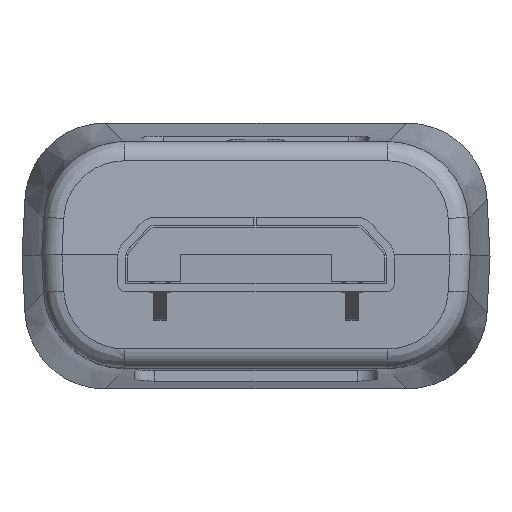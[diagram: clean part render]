
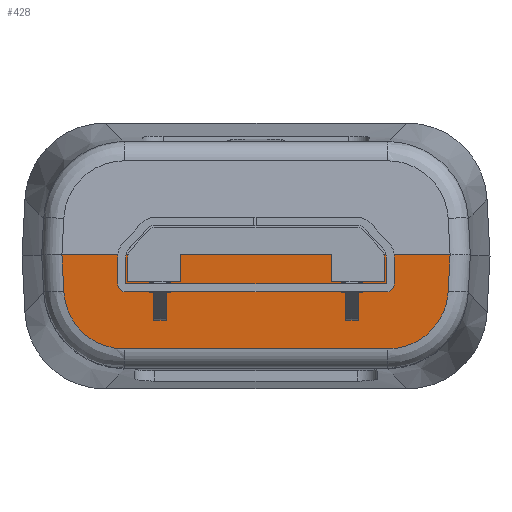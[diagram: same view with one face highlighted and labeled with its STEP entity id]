
A CAD part, top view. The second image highlights one B-rep face of the part: STEP entity #428.
In plain terms, the highlighted planar face has unit normal (0, -0.052, 0.999).
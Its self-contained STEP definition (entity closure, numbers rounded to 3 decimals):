
#153 = ORIENTED_EDGE ( 'NONE', *, *, #155, .F. ) ;
#155 = EDGE_CURVE ( 'NONE', #261, #166, #12285, .T. ) ;
#161 = ORIENTED_EDGE ( 'NONE', *, *, #291, .T. ) ;
#162 = ORIENTED_EDGE ( 'NONE', *, *, #262, .T. ) ;
#163 = ORIENTED_EDGE ( 'NONE', *, *, #341, .T. ) ;
#164 = ORIENTED_EDGE ( 'NONE', *, *, #165, .F. ) ;
#165 = EDGE_CURVE ( 'NONE', #166, #338, #12305, .T. ) ;
#166 = VERTEX_POINT ( 'NONE', #13856 ) ;
#200 = VERTEX_POINT ( 'NONE', #13931 ) ;
#261 = VERTEX_POINT ( 'NONE', #1000 ) ;
#262 = EDGE_CURVE ( 'NONE', #394, #200, #999, .T. ) ;
#286 = VERTEX_POINT ( 'NONE', #1118 ) ;
#291 = EDGE_CURVE ( 'NONE', #286, #394, #1113, .T. ) ;
#338 = VERTEX_POINT ( 'NONE', #1398 ) ;
#341 = EDGE_CURVE ( 'NONE', #200, #338, #1396, .T. ) ;
#394 = VERTEX_POINT ( 'NONE', #15062 ) ;
#428 = ADVANCED_FACE ( 'NONE', ( #15067 ), #15072, .T. ) ;
#429 = EDGE_CURVE ( 'NONE', #261, #286, #15122, .T. ) ;
#443 = ORIENTED_EDGE ( 'NONE', *, *, #429, .T. ) ;
#474 = EDGE_LOOP ( 'NONE', ( #443, #161, #162, #163, #164, #153 ) ) ;
#996 = DIRECTION ( 'NONE',  ( -1., 0., 0. ) ) ;
#997 = VECTOR ( 'NONE', #996, 1000. ) ;
#998 = CARTESIAN_POINT ( 'NONE',  ( -5.3, 0., 0. ) ) ;
#999 = LINE ( 'NONE', #998, #997 ) ;
#1000 = CARTESIAN_POINT ( 'NONE',  ( 3.255, -2.326, -0.122 ) ) ;
#1113 = LINE ( 'NONE', #1171, #1170 ) ;
#1118 = CARTESIAN_POINT ( 'NONE',  ( 4.753, -0.905, -0.047 ) ) ;
#1169 = DIRECTION ( 'NONE',  ( 0.052, 0.997, 0.052 ) ) ;
#1170 = VECTOR ( 'NONE', #1169, 1000. ) ;
#1171 = CARTESIAN_POINT ( 'NONE',  ( 4.753, -0.905, -0.047 ) ) ;
#1393 = DIRECTION ( 'NONE',  ( 0.052, -0.997, -0.052 ) ) ;
#1394 = VECTOR ( 'NONE', #1393, 1000. ) ;
#1395 = CARTESIAN_POINT ( 'NONE',  ( -4.801, 0., 0. ) ) ;
#1396 = LINE ( 'NONE', #1395, #1394 ) ;
#1398 = CARTESIAN_POINT ( 'NONE',  ( -4.753, -0.905, -0.047 ) ) ;
#12282 = DIRECTION ( 'NONE',  ( -1., 0., 0. ) ) ;
#12283 = VECTOR ( 'NONE', #12282, 1000. ) ;
#12284 = CARTESIAN_POINT ( 'NONE',  ( -5.3, -2.326, -0.122 ) ) ;
#12285 = LINE ( 'NONE', #12284, #12283 ) ;
#12305 = B_SPLINE_CURVE_WITH_KNOTS ( 'NONE', 3,
 ( #13855, #13854, #13853, #13852, #13851, #13850, #13849, #13848, #13847, #13846 ),
 .UNSPECIFIED., .F., .F.,
 ( 4, 2, 2, 2, 4 ),
 ( 0., 0.25, 0.5, 0.75, 1. ),
 .UNSPECIFIED. ) ;
#13846 = CARTESIAN_POINT ( 'NONE',  ( -4.753, -0.905, -0.047 ) ) ;
#13847 = CARTESIAN_POINT ( 'NONE',  ( -4.743, -1.094, -0.057 ) ) ;
#13848 = CARTESIAN_POINT ( 'NONE',  ( -4.697, -1.282, -0.067 ) ) ;
#13849 = CARTESIAN_POINT ( 'NONE',  ( -4.538, -1.627, -0.085 ) ) ;
#13850 = CARTESIAN_POINT ( 'NONE',  ( -4.426, -1.784, -0.093 ) ) ;
#13851 = CARTESIAN_POINT ( 'NONE',  ( -4.15, -2.045, -0.107 ) ) ;
#13852 = CARTESIAN_POINT ( 'NONE',  ( -3.987, -2.149, -0.113 ) ) ;
#13853 = CARTESIAN_POINT ( 'NONE',  ( -3.635, -2.29, -0.12 ) ) ;
#13854 = CARTESIAN_POINT ( 'NONE',  ( -3.445, -2.326, -0.122 ) ) ;
#13855 = CARTESIAN_POINT ( 'NONE',  ( -3.255, -2.326, -0.122 ) ) ;
#13856 = CARTESIAN_POINT ( 'NONE',  ( -3.255, -2.326, -0.122 ) ) ;
#13931 = CARTESIAN_POINT ( 'NONE',  ( -4.801, 0., 0. ) ) ;
#15062 = CARTESIAN_POINT ( 'NONE',  ( 4.801, 0., 0. ) ) ;
#15063 = DIRECTION ( 'NONE',  ( 0., -0.999, -0.052 ) ) ;
#15064 = DIRECTION ( 'NONE',  ( 0., -0.052, 0.999 ) ) ;
#15065 = CARTESIAN_POINT ( 'NONE',  ( -5.3, 0., 0. ) ) ;
#15066 = AXIS2_PLACEMENT_3D ( 'NONE', #15065, #15064, #15063 ) ;
#15067 = FACE_OUTER_BOUND ( 'NONE', #474, .T. ) ;
#15072 = PLANE ( 'NONE',  #15066 ) ;
#15099 = CARTESIAN_POINT ( 'NONE',  ( 4.753, -0.905, -0.047 ) ) ;
#15100 = CARTESIAN_POINT ( 'NONE',  ( 4.743, -1.09, -0.057 ) ) ;
#15101 = CARTESIAN_POINT ( 'NONE',  ( 4.701, -1.266, -0.066 ) ) ;
#15102 = CARTESIAN_POINT ( 'NONE',  ( 4.617, -1.456, -0.076 ) ) ;
#15103 = CARTESIAN_POINT ( 'NONE',  ( 4.606, -1.48, -0.078 ) ) ;
#15104 = CARTESIAN_POINT ( 'NONE',  ( 4.583, -1.524, -0.08 ) ) ;
#15105 = CARTESIAN_POINT ( 'NONE',  ( 4.548, -1.59, -0.083 ) ) ;
#15106 = CARTESIAN_POINT ( 'NONE',  ( 4.457, -1.734, -0.091 ) ) ;
#15107 = CARTESIAN_POINT ( 'NONE',  ( 4.36, -1.846, -0.097 ) ) ;
#15108 = CARTESIAN_POINT ( 'NONE',  ( 4.143, -2.051, -0.108 ) ) ;
#15109 = CARTESIAN_POINT ( 'NONE',  ( 3.977, -2.156, -0.113 ) ) ;
#15110 = CARTESIAN_POINT ( 'NONE',  ( 3.768, -2.236, -0.117 ) ) ;
#15111 = CARTESIAN_POINT ( 'NONE',  ( 3.748, -2.243, -0.118 ) ) ;
#15112 = CARTESIAN_POINT ( 'NONE',  ( 3.705, -2.258, -0.118 ) ) ;
#15113 = CARTESIAN_POINT ( 'NONE',  ( 3.639, -2.278, -0.119 ) ) ;
#15114 = CARTESIAN_POINT ( 'NONE',  ( 3.484, -2.314, -0.121 ) ) ;
#15115 = CARTESIAN_POINT ( 'NONE',  ( 3.348, -2.326, -0.122 ) ) ;
#15121 = CARTESIAN_POINT ( 'NONE',  ( 3.255, -2.326, -0.122 ) ) ;
#15122 = B_SPLINE_CURVE_WITH_KNOTS ( 'NONE', 3,
 ( #15121, #15115, #15114, #15113, #15112, #15111, #15110, #15109, #15108, #15107, #15106, #15105, #15104, #15103, #15102, #15101, #15100, #15099 ),
 .UNSPECIFIED., .F., .F.,
 ( 4, 1, 1, 2, 2, 2, 1, 1, 2, 2, 4 ),
 ( 0., 0.125, 0.188, 0.219, 0.25, 0.5, 0.625, 0.687, 0.719, 0.75, 1. ),
 .UNSPECIFIED. ) ;
